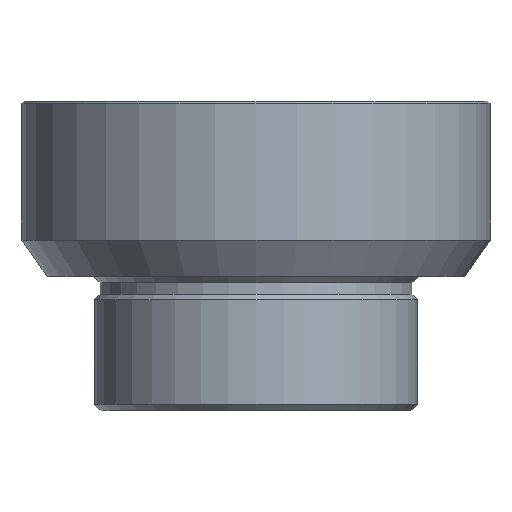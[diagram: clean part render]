
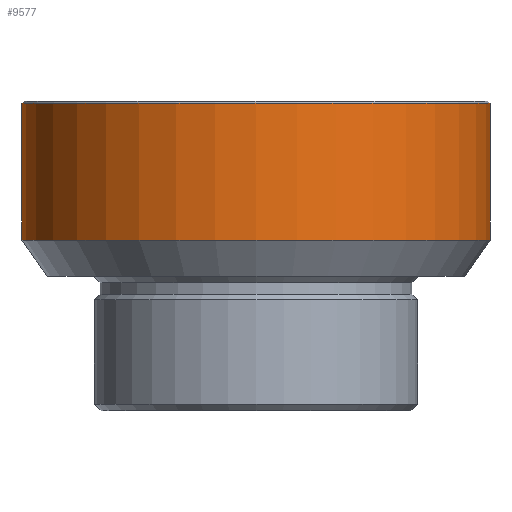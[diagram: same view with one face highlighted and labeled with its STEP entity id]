
A CAD part, front view. The second image highlights one B-rep face of the part: STEP entity #9577.
In plain terms, the highlighted cylindrical face has radius 34.75 mm (diameter 69.5 mm), a partial arc.
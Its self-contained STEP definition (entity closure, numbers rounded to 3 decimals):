
#3247 = CARTESIAN_POINT ( 'NONE',  ( 34.75, 0., -0.3 ) ) ;
#3263 = CARTESIAN_POINT ( 'NONE',  ( -34.75, 0., -0.3 ) ) ;
#3271 = DIRECTION ( 'NONE',  ( 1., 0., 0. ) ) ;
#3272 = DIRECTION ( 'NONE',  ( 0., 0., 1. ) ) ;
#3273 = CARTESIAN_POINT ( 'NONE',  ( 0., 0., -20.644 ) ) ;
#3274 = AXIS2_PLACEMENT_3D ( 'NONE', #3273, #3272, #3271 ) ;
#3275 = CIRCLE ( 'NONE', #3274, 34.75 ) ;
#3295 = CYLINDRICAL_SURFACE ( 'NONE', #3355, 34.75 ) ;
#3296 = FACE_OUTER_BOUND ( 'NONE', #9584, .T. ) ;
#3301 = CARTESIAN_POINT ( 'NONE',  ( 0., 0., 15.822 ) ) ;
#3337 = DIRECTION ( 'NONE',  ( -1., 0., 0. ) ) ;
#3338 = DIRECTION ( 'NONE',  ( 0., 0., -1. ) ) ;
#3339 = CARTESIAN_POINT ( 'NONE',  ( 0., 0., -0.3 ) ) ;
#3340 = AXIS2_PLACEMENT_3D ( 'NONE', #3339, #3338, #3337 ) ;
#3341 = CIRCLE ( 'NONE', #3340, 34.75 ) ;
#3353 = DIRECTION ( 'NONE',  ( 1., 0., 0. ) ) ;
#3354 = DIRECTION ( 'NONE',  ( 0., 0., 1. ) ) ;
#3355 = AXIS2_PLACEMENT_3D ( 'NONE', #3301, #3354, #3353 ) ;
#4852 = DIRECTION ( 'NONE',  ( 0., 0., 1. ) ) ;
#4853 = VECTOR ( 'NONE', #4852, 1000. ) ;
#4854 = CARTESIAN_POINT ( 'NONE',  ( -34.75, 0., 15.822 ) ) ;
#4855 = LINE ( 'NONE', #4854, #4853 ) ;
#4871 = CARTESIAN_POINT ( 'NONE',  ( 34.75, 0., -20.644 ) ) ;
#4888 = CARTESIAN_POINT ( 'NONE',  ( 34.75, 0., 15.822 ) ) ;
#4889 = LINE ( 'NONE', #4888, #4946 ) ;
#4909 = CARTESIAN_POINT ( 'NONE',  ( -34.75, 0., -20.644 ) ) ;
#4945 = DIRECTION ( 'NONE',  ( 0., 0., 1. ) ) ;
#4946 = VECTOR ( 'NONE', #4945, 1000. ) ;
#6749 = VERTEX_POINT ( 'NONE', #4871 ) ;
#6764 = EDGE_CURVE ( 'NONE', #6767, #9521, #4855, .T. ) ;
#6767 = VERTEX_POINT ( 'NONE', #4909 ) ;
#6770 = EDGE_CURVE ( 'NONE', #6749, #9531, #4889, .T. ) ;
#9521 = VERTEX_POINT ( 'NONE', #3263 ) ;
#9531 = VERTEX_POINT ( 'NONE', #3247 ) ;
#9549 = EDGE_CURVE ( 'NONE', #6767, #6749, #3275, .T. ) ;
#9561 = ORIENTED_EDGE ( 'NONE', *, *, #6770, .T. ) ;
#9562 = ORIENTED_EDGE ( 'NONE', *, *, #9580, .T. ) ;
#9570 = ORIENTED_EDGE ( 'NONE', *, *, #9549, .T. ) ;
#9572 = ORIENTED_EDGE ( 'NONE', *, *, #6764, .F. ) ;
#9577 = ADVANCED_FACE ( 'NONE', ( #3296 ), #3295, .T. ) ;
#9580 = EDGE_CURVE ( 'NONE', #9531, #9521, #3341, .T. ) ;
#9584 = EDGE_LOOP ( 'NONE', ( #9572, #9570, #9561, #9562 ) ) ;
